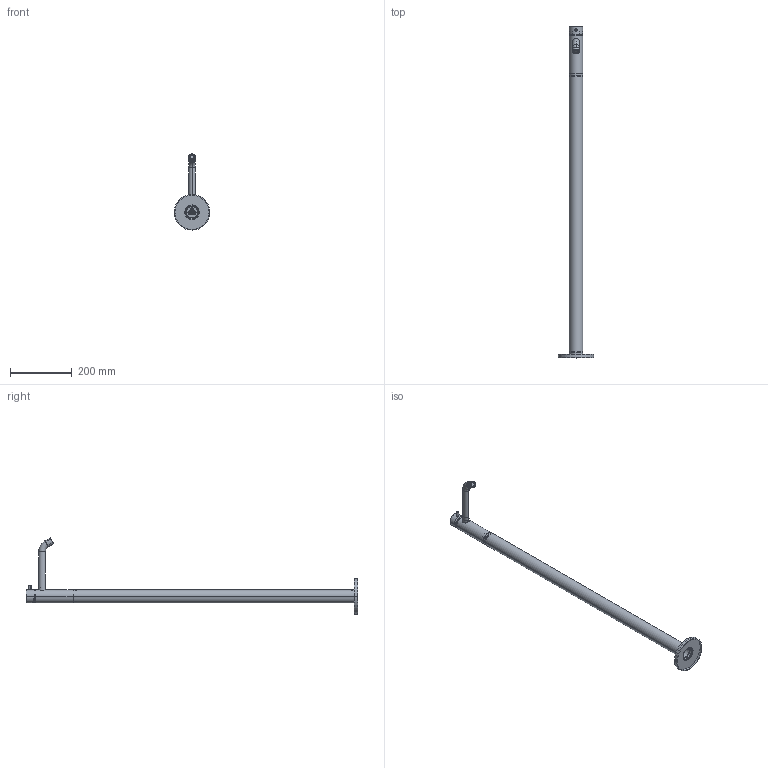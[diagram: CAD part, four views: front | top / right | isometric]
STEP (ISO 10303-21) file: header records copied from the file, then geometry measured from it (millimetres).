
FILE_DESCRIPTION((''),'2;1');
FILE_NAME('1205_ASM','2020-04-26T08:01:46',('fabis'),(''),'CREO PARAMETRIC BY PTC INC, 2018190','CREO PARAMETRIC BY PTC INC, 2018190','');
FILE_SCHEMA(('CONFIG_CONTROL_DESIGN','SHAPE_APPEARANCE_LAYERS_GROUPS'));
Length unit declared in the file: millimetre
Products named in the file (15): CN015; AC217-SA_ASM; CO121; LV121-CORP; GH121; CP307; CN014; RC360; AC069; VG274; AR007; VG289; OR107; RR012; 1205_ASM
Assembly tree (14 placements, depth 3):
  1205_ASM
    AC217-SA_ASM
      CN015
    CO121
    LV121-CORP
    GH121
    CP307
    CN014
    RC360
    AC069
    VG274
    AR007
    VG289
    OR107
    RR012
Bounding box: 115 x 1076.9 x 247.02 mm (x, y, z)
Volume: 388285.7 mm3; surface area: 343499.8 mm2
Topology: 14 solids, 31 shells, 443 faces, 1043 edges, 648 vertices
Faces by surface type: cylinder 174, plane 140, cone 97, torus 28, bspline 4
Entity records: 17441 total; most frequent: CARTESIAN_POINT 2970, DIRECTION 2440, ORIENTED_EDGE 1986, EDGE_CURVE 1027, AXIS2_PLACEMENT_3D 1000, PRESENTATION_STYLE_ASSIGNMENT 925, STYLED_ITEM 925, CURVE_STYLE 709
